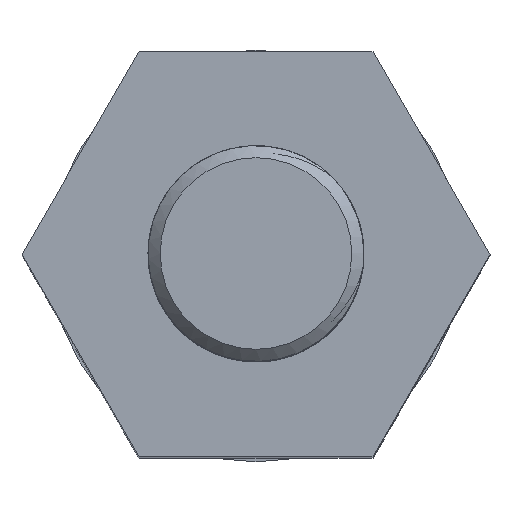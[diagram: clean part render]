
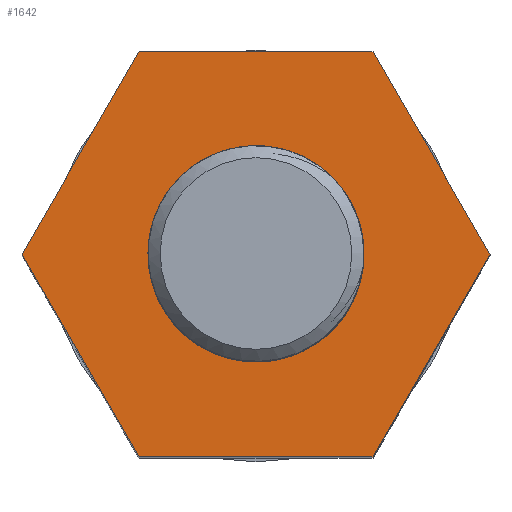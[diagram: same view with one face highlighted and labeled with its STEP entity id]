
A CAD part, top view. The second image highlights one B-rep face of the part: STEP entity #1642.
In plain terms, the highlighted planar face has unit normal (0, 0, 1).
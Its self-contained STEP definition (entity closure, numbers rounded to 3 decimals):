
#47=FACE_BOUND('',#287,.T.);
#76=PLANE('',#1780);
#186=FACE_OUTER_BOUND('',#286,.T.);
#286=EDGE_LOOP('',(#1449,#1450,#1451,#1452,#1453,#1454));
#287=EDGE_LOOP('',(#1455));
#342=CIRCLE('',#1781,1.267);
#516=LINE('',#7776,#609);
#519=LINE('',#7785,#612);
#521=LINE('',#7796,#614);
#523=LINE('',#7805,#616);
#525=LINE('',#7817,#618);
#526=LINE('',#7831,#619);
#609=VECTOR('',#2079,1000.);
#612=VECTOR('',#2084,1000.);
#614=VECTOR('',#2088,1000.);
#616=VECTOR('',#2092,1000.);
#618=VECTOR('',#2096,1000.);
#619=VECTOR('',#2113,1000.);
#760=VERTEX_POINT('',#7773);
#761=VERTEX_POINT('',#7775);
#763=VERTEX_POINT('',#7783);
#765=VERTEX_POINT('',#7794);
#768=VERTEX_POINT('',#7803);
#771=VERTEX_POINT('',#7815);
#774=VERTEX_POINT('',#7832);
#986=EDGE_CURVE('',#761,#760,#516,.T.);
#990=EDGE_CURVE('',#760,#763,#519,.T.);
#994=EDGE_CURVE('',#763,#765,#521,.T.);
#997=EDGE_CURVE('',#765,#768,#523,.T.);
#1001=EDGE_CURVE('',#768,#771,#525,.T.);
#1009=EDGE_CURVE('',#771,#761,#526,.T.);
#1010=EDGE_CURVE('',#774,#774,#342,.F.);
#1449=ORIENTED_EDGE('',*,*,#1009,.T.);
#1450=ORIENTED_EDGE('',*,*,#986,.T.);
#1451=ORIENTED_EDGE('',*,*,#990,.T.);
#1452=ORIENTED_EDGE('',*,*,#994,.T.);
#1453=ORIENTED_EDGE('',*,*,#997,.T.);
#1454=ORIENTED_EDGE('',*,*,#1001,.T.);
#1455=ORIENTED_EDGE('',*,*,#1010,.T.);
#1642=ADVANCED_FACE('',(#186,#47),#76,.T.);
#1780=AXIS2_PLACEMENT_3D('',#7830,#2111,#2112);
#1781=AXIS2_PLACEMENT_3D('',#7833,#2114,#2115);
#2079=DIRECTION('',(-0.5,-0.866,0.));
#2084=DIRECTION('',(0.5,-0.866,0.));
#2088=DIRECTION('',(1.,0.,0.));
#2092=DIRECTION('',(0.5,0.866,0.));
#2096=DIRECTION('',(-0.5,0.866,0.));
#2111=DIRECTION('center_axis',(0.,0.,1.));
#2112=DIRECTION('ref_axis',(1.,0.,0.));
#2113=DIRECTION('',(-1.,0.,0.));
#2114=DIRECTION('center_axis',(0.,0.,1.));
#2115=DIRECTION('ref_axis',(1.,0.,0.));
#7773=CARTESIAN_POINT('',(-3.175,0.,12.));
#7775=CARTESIAN_POINT('',(-1.588,2.75,12.));
#7776=CARTESIAN_POINT('',(-1.588,2.75,12.));
#7783=CARTESIAN_POINT('',(-1.588,-2.75,12.));
#7785=CARTESIAN_POINT('',(-3.175,0.,12.));
#7794=CARTESIAN_POINT('',(1.588,-2.75,12.));
#7796=CARTESIAN_POINT('',(-1.588,-2.75,12.));
#7803=CARTESIAN_POINT('',(3.175,0.,12.));
#7805=CARTESIAN_POINT('',(1.588,-2.75,12.));
#7815=CARTESIAN_POINT('',(1.588,2.75,12.));
#7817=CARTESIAN_POINT('',(3.175,0.,12.));
#7830=CARTESIAN_POINT('Origin',(0.,0.,12.));
#7831=CARTESIAN_POINT('',(1.588,2.75,12.));
#7832=CARTESIAN_POINT('',(-1.267,0.,12.));
#7833=CARTESIAN_POINT('Origin',(0.,0.,12.));
